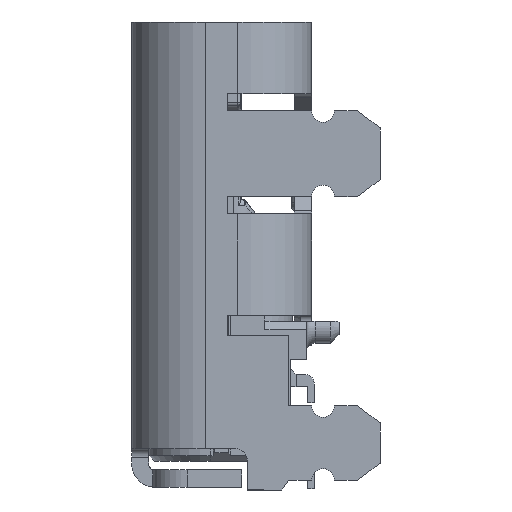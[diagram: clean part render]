
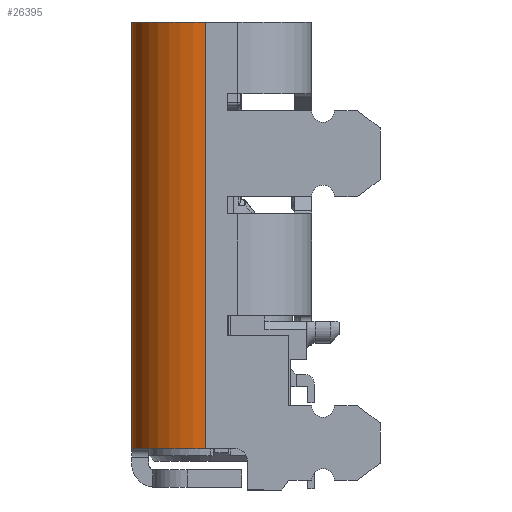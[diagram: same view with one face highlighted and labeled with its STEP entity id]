
A CAD part, left-side view. The second image highlights one B-rep face of the part: STEP entity #26395.
In plain terms, the highlighted cylindrical face has radius 1.29 mm (diameter 2.58 mm), a partial arc.
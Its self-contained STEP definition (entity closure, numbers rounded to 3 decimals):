
#2995 = CARTESIAN_POINT ( 'NONE',  ( -3.18, 1.57, 4.7 ) ) ;
#2997 = EDGE_CURVE ( 'NONE', #24686, #16674, #11747, .T. ) ;
#3100 = CARTESIAN_POINT ( 'NONE',  ( -4.47, 0.28, 14.175 ) ) ;
#5594 = AXIS2_PLACEMENT_3D ( 'NONE', #9686, #28298, #7556 ) ;
#5843 = DIRECTION ( 'NONE',  ( 0., 0., -1. ) ) ;
#5854 = EDGE_LOOP ( 'NONE', ( #20411, #7311, #20917, #26401 ) ) ;
#6367 = CIRCLE ( 'NONE', #6674, 1.29 ) ;
#6674 = AXIS2_PLACEMENT_3D ( 'NONE', #9887, #10298, #19261 ) ;
#7016 = CYLINDRICAL_SURFACE ( 'NONE', #14419, 1.29 ) ;
#7311 = ORIENTED_EDGE ( 'NONE', *, *, #17891, .F. ) ;
#7556 = DIRECTION ( 'NONE',  ( -1., 0., 0. ) ) ;
#8878 = EDGE_CURVE ( 'NONE', #19017, #16674, #26302, .T. ) ;
#9686 = CARTESIAN_POINT ( 'NONE',  ( -3.18, 0.28, -2.75 ) ) ;
#9720 = CARTESIAN_POINT ( 'NONE',  ( -3.18, 0.28, 14.175 ) ) ;
#9887 = CARTESIAN_POINT ( 'NONE',  ( -3.18, 0.28, 4.7 ) ) ;
#10298 = DIRECTION ( 'NONE',  ( 0., 0., 1. ) ) ;
#11099 = CARTESIAN_POINT ( 'NONE',  ( -3.18, 1.57, 14.175 ) ) ;
#11747 = LINE ( 'NONE', #11099, #22820 ) ;
#14419 = AXIS2_PLACEMENT_3D ( 'NONE', #9720, #26018, #21428 ) ;
#16010 = CARTESIAN_POINT ( 'NONE',  ( -3.18, 1.57, -2.75 ) ) ;
#16674 = VERTEX_POINT ( 'NONE', #16010 ) ;
#16768 = FACE_OUTER_BOUND ( 'NONE', #5854, .T. ) ;
#17891 = EDGE_CURVE ( 'NONE', #21289, #19017, #26274, .T. ) ;
#18654 = VECTOR ( 'NONE', #5843, 1000. ) ;
#19017 = VERTEX_POINT ( 'NONE', #25424 ) ;
#19261 = DIRECTION ( 'NONE',  ( 1., 0., 0. ) ) ;
#19843 = EDGE_CURVE ( 'NONE', #24686, #21289, #6367, .T. ) ;
#20198 = DIRECTION ( 'NONE',  ( 0., 0., -1. ) ) ;
#20411 = ORIENTED_EDGE ( 'NONE', *, *, #8878, .F. ) ;
#20917 = ORIENTED_EDGE ( 'NONE', *, *, #19843, .F. ) ;
#21289 = VERTEX_POINT ( 'NONE', #23581 ) ;
#21428 = DIRECTION ( 'NONE',  ( -1., 0., 0. ) ) ;
#22820 = VECTOR ( 'NONE', #20198, 1000. ) ;
#23581 = CARTESIAN_POINT ( 'NONE',  ( -4.47, 0.28, 4.7 ) ) ;
#24686 = VERTEX_POINT ( 'NONE', #2995 ) ;
#25424 = CARTESIAN_POINT ( 'NONE',  ( -4.47, 0.28, -2.75 ) ) ;
#26018 = DIRECTION ( 'NONE',  ( 0., 0., -1. ) ) ;
#26274 = LINE ( 'NONE', #3100, #18654 ) ;
#26302 = CIRCLE ( 'NONE', #5594, 1.29 ) ;
#26395 = ADVANCED_FACE ( 'NONE', ( #16768 ), #7016, .T. ) ;
#26401 = ORIENTED_EDGE ( 'NONE', *, *, #2997, .T. ) ;
#28298 = DIRECTION ( 'NONE',  ( 0., 0., -1. ) ) ;
